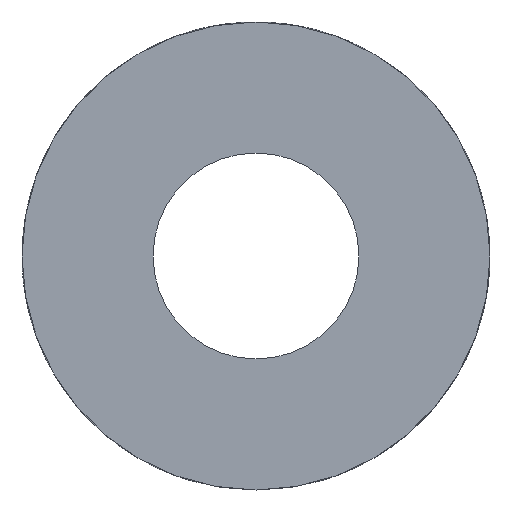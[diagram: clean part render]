
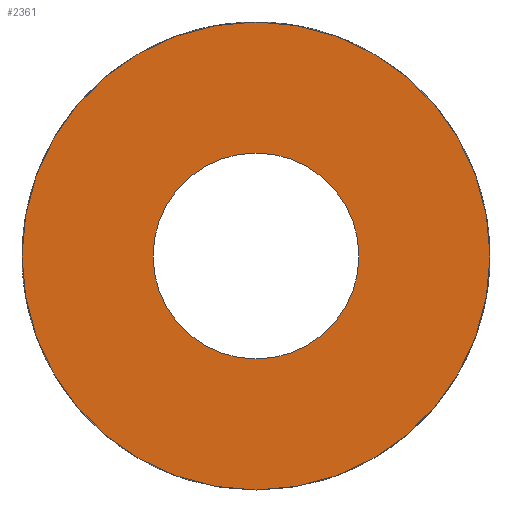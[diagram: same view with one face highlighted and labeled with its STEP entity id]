
A CAD part, front view. The second image highlights one B-rep face of the part: STEP entity #2361.
In plain terms, the highlighted planar face has unit normal (0, -1, 0).
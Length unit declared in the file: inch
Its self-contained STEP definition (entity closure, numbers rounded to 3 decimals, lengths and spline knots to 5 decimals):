
#24 = EDGE_CURVE ( 'NONE', #3340, #2613, #723, .T. ) ;
#69 = PLANE ( 'NONE',  #2542 ) ;
#359 = FACE_BOUND ( 'NONE', #2320, .T. ) ;
#419 = CARTESIAN_POINT ( 'NONE',  ( 11.76436, -0.00787, -0.77748 ) ) ;
#440 = ORIENTED_EDGE ( 'NONE', *, *, #3286, .T. ) ;
#472 = AXIS2_PLACEMENT_3D ( 'NONE', #898, #2038, #856 ) ;
#672 = DIRECTION ( 'NONE',  ( 0., 0., -1. ) ) ;
#685 = CARTESIAN_POINT ( 'NONE',  ( 11.76436, -0.00787, -0.53141 ) ) ;
#723 = CIRCLE ( 'NONE', #472, 0.10827 ) ;
#727 = DIRECTION ( 'NONE',  ( 0., -1., 0. ) ) ;
#807 = DIRECTION ( 'NONE',  ( 0., 1., 0. ) ) ;
#832 = VERTEX_POINT ( 'NONE', #685 ) ;
#856 = DIRECTION ( 'NONE',  ( -1., 0., 0. ) ) ;
#898 = CARTESIAN_POINT ( 'NONE',  ( 11.76436, -0.00787, -0.77748 ) ) ;
#955 = AXIS2_PLACEMENT_3D ( 'NONE', #2534, #2199, #3704 ) ;
#1056 = ORIENTED_EDGE ( 'NONE', *, *, #1302, .T. ) ;
#1237 = CARTESIAN_POINT ( 'NONE',  ( 11.76436, -0.00787, -0.77748 ) ) ;
#1302 = EDGE_CURVE ( 'NONE', #832, #3633, #2046, .T. ) ;
#1541 = CIRCLE ( 'NONE', #3140, 0.24606 ) ;
#1546 = CARTESIAN_POINT ( 'NONE',  ( 11.65609, -0.00787, -0.77748 ) ) ;
#1830 = CARTESIAN_POINT ( 'NONE',  ( 11.87262, -0.00787, -0.77748 ) ) ;
#1831 = AXIS2_PLACEMENT_3D ( 'NONE', #3441, #807, #1969 ) ;
#1969 = DIRECTION ( 'NONE',  ( -1., 0., 0. ) ) ;
#2038 = DIRECTION ( 'NONE',  ( 0., 1., 0. ) ) ;
#2046 = CIRCLE ( 'NONE', #955, 0.24606 ) ;
#2064 = CARTESIAN_POINT ( 'NONE',  ( 11.76436, -0.00787, -1.02354 ) ) ;
#2121 = FACE_OUTER_BOUND ( 'NONE', #2351, .T. ) ;
#2199 = DIRECTION ( 'NONE',  ( 0., -1., 0. ) ) ;
#2200 = ORIENTED_EDGE ( 'NONE', *, *, #3795, .T. ) ;
#2259 = CIRCLE ( 'NONE', #1831, 0.10827 ) ;
#2320 = EDGE_LOOP ( 'NONE', ( #3797, #440 ) ) ;
#2351 = EDGE_LOOP ( 'NONE', ( #2200, #1056 ) ) ;
#2361 = ADVANCED_FACE ( 'NONE', ( #359, #2121 ), #69, .T. ) ;
#2534 = CARTESIAN_POINT ( 'NONE',  ( 11.76436, -0.00787, -0.77748 ) ) ;
#2542 = AXIS2_PLACEMENT_3D ( 'NONE', #1237, #3300, #672 ) ;
#2613 = VERTEX_POINT ( 'NONE', #1830 ) ;
#3085 = DIRECTION ( 'NONE',  ( 0., 0., -1. ) ) ;
#3140 = AXIS2_PLACEMENT_3D ( 'NONE', #419, #727, #3085 ) ;
#3286 = EDGE_CURVE ( 'NONE', #2613, #3340, #2259, .T. ) ;
#3300 = DIRECTION ( 'NONE',  ( 0., -1., 0. ) ) ;
#3340 = VERTEX_POINT ( 'NONE', #1546 ) ;
#3441 = CARTESIAN_POINT ( 'NONE',  ( 11.76436, -0.00787, -0.77748 ) ) ;
#3633 = VERTEX_POINT ( 'NONE', #2064 ) ;
#3704 = DIRECTION ( 'NONE',  ( 0., 0., -1. ) ) ;
#3795 = EDGE_CURVE ( 'NONE', #3633, #832, #1541, .T. ) ;
#3797 = ORIENTED_EDGE ( 'NONE', *, *, #24, .T. ) ;
